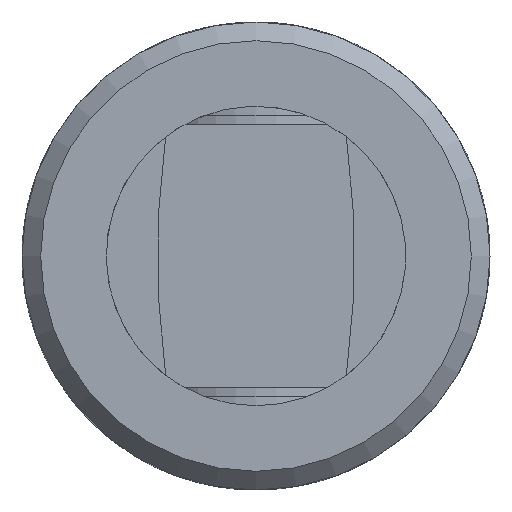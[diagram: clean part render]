
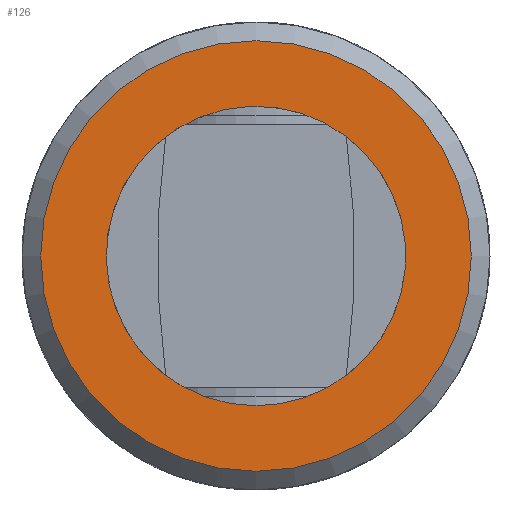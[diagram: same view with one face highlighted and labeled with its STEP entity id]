
A CAD part, left-side view. The second image highlights one B-rep face of the part: STEP entity #126.
In plain terms, the highlighted planar face has unit normal (-1, 0, 0).
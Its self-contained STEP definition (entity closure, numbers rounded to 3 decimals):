
#126 = ADVANCED_FACE( '', ( #251, #252 ), #253, .F. );
#251 = FACE_OUTER_BOUND( '', #405, .T. );
#252 = FACE_BOUND( '', #406, .T. );
#253 = PLANE( '', #407 );
#405 = EDGE_LOOP( '', ( #571 ) );
#406 = EDGE_LOOP( '', ( #572 ) );
#407 = AXIS2_PLACEMENT_3D( '', #573, #574, #575 );
#571 = ORIENTED_EDGE( '', *, *, #833, .F. );
#572 = ORIENTED_EDGE( '', *, *, #845, .T. );
#573 = CARTESIAN_POINT( '', ( 0., 0., 0. ) );
#574 = DIRECTION( '', ( 1., 0., 0. ) );
#575 = DIRECTION( '', ( 0., 0., -1. ) );
#833 = EDGE_CURVE( '', #952, #952, #953, .T. );
#845 = EDGE_CURVE( '', #971, #971, #972, .T. );
#952 = VERTEX_POINT( '', #1185 );
#953 = CIRCLE( '', #1186, 11.5 );
#971 = VERTEX_POINT( '', #1221 );
#972 = CIRCLE( '', #1222, 8. );
#1185 = CARTESIAN_POINT( '', ( 0., 0., -11.5 ) );
#1186 = AXIS2_PLACEMENT_3D( '', #1631, #1632, #1633 );
#1221 = CARTESIAN_POINT( '', ( 0., 0., -8. ) );
#1222 = AXIS2_PLACEMENT_3D( '', #1646, #1647, #1648 );
#1631 = CARTESIAN_POINT( '', ( 0., 0., 0. ) );
#1632 = DIRECTION( '', ( 1., 0., 0. ) );
#1633 = DIRECTION( '', ( 0., 0., -1. ) );
#1646 = CARTESIAN_POINT( '', ( 0., 0., 0. ) );
#1647 = DIRECTION( '', ( 1., 0., 0. ) );
#1648 = DIRECTION( '', ( 0., 0., -1. ) );
